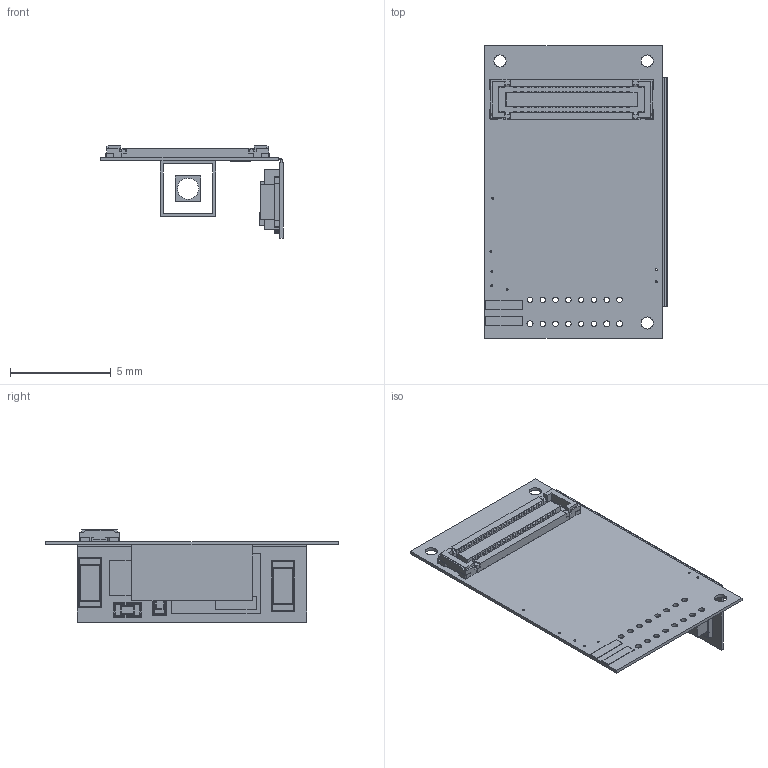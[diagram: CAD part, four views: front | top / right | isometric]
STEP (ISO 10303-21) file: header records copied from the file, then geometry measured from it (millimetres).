
FILE_DESCRIPTION(('Open CASCADE Model'),'2;1');
FILE_NAME('Open CASCADE Shape Model','2018-10-08T10:45:41',('Author'),( 'Open CASCADE'),'Open CASCADE STEP processor 6.8','Open CASCADE 6.8' ,'Unknown');
FILE_SCHEMA(('AUTOMOTIVE_DESIGN { 1 0 10303 214 1 1 1 1 }'));
Length unit declared in the file: millimetre
Products named in the file (67): PCB; Board; piezo-drive; sql-rv-1.8-6-12_nc; 5804280704; Extruded; S1; 5046183410; PS-; 5804281664; PS+; D1; 6144094848; 6144094656; D0; 6020579136; C11; 6021404544; 6144094464; 6021403968; 6021404160; 6021404352; 6021404736; 6021404928; 6021405120; C10; 6021408192; 6144091776; 6021407808; 6021408768; 6021408000; 6021408384; 6021408576; C9; C8; C7; 6144094272; 6144094080; 6144093888; 6144093696 ...
Assembly tree (89 placements, depth 4):
  PCB
    Board
    piezo-drive
      sql-rv-1.8-6-12_nc
      5804280704  x4
        Extruded
    S1
      5046183410
    PS-
      5804281664
        Extruded
    PS+
      5804281664
        Extruded
    D1
      6144094848
        Extruded
      6144094656
        Extruded
    D0
      6020579136
        Extruded
    C11
      6021404544
        Extruded
      6144094464
        Extruded
      6021403968
        Extruded
      6021404160
        Extruded
      6021404352
        Extruded
      6021404736
        Extruded
      6021404928
        Extruded
      6021405120
        Extruded
    C10
      6021408192
        Extruded
      6144091776
        Extruded
      6021407808
        Extruded
      6021408768  x2
        Extruded
      6021408000
        Extruded
      6021408384
        Extruded
      6021408576
        Extruded
    C9
      6021408192
        Extruded
      6144091776
        Extruded
      6021407808
Bounding box: 9.04 x 14.5 x 4.57 mm (x, y, z)
Volume: 71.2 mm3; surface area: 787.2 mm2
Topology: 56 solids, 57 shells, 1098 faces, 2619 edges, 1738 vertices
Faces by surface type: plane 954, cylinder 144
Full cylindrical faces by diameter (mm): 0.1 x7, 0.275 x13, 0.3 x3, 0.6 x3
Entity records: 26658 total; most frequent: CARTESIAN_POINT 4447, DIRECTION 4284, ORIENTED_EDGE 4164, EDGE_CURVE 2082, LINE 1790, VECTOR 1790, VERTEX_POINT 1380, AXIS2_PLACEMENT_3D 1247
